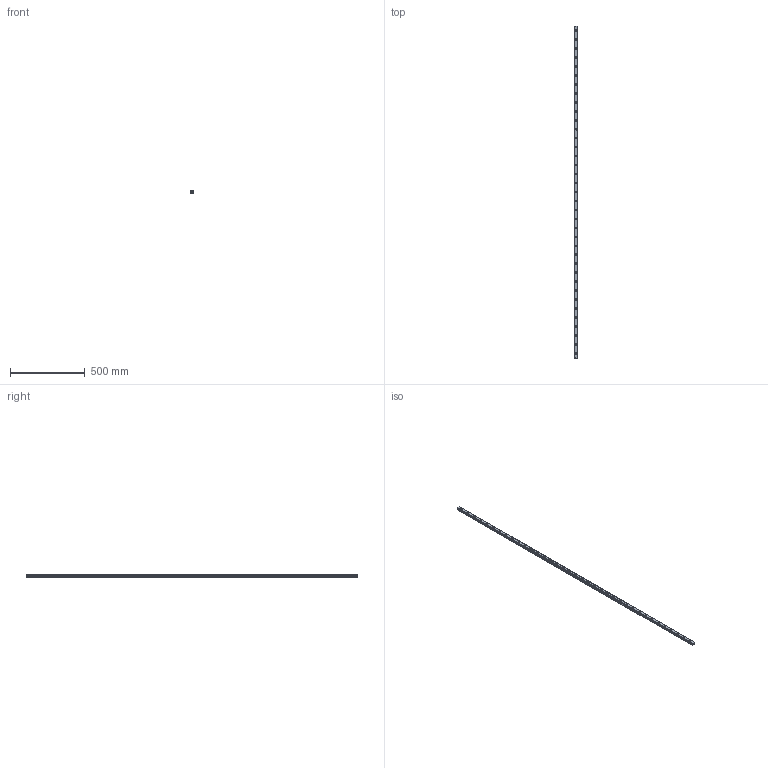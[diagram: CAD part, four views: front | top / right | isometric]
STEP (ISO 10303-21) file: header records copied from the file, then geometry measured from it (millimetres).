
FILE_DESCRIPTION(('STEP AP214'),'1');
FILE_NAME('cctmp_AA515A5C-9A38-4148-BF5D-C67E2E8C98D9_2021_02_09_17_31_27_0978..stp','2021-02-09T16:31:28',('HIWIN GmbH'),('CADClick - www.CADClick.com'),'Spatial InterOp 3D',' ','unknown authorization');
FILE_SCHEMA(('AUTOMOTIVE_DESIGN'));
Length unit declared in the file: millimetre
Products named in the file (1): EGR25R2220C_FILE
Bounding box: 23 x 2220 x 18 mm (x, y, z)
Volume: 763545.4 mm3; surface area: 206471.7 mm2
Topology: 1 solids, 1 shells, 549 faces, 1407 edges, 938 vertices
Faces by surface type: plane 307, cylinder 242
Entity records: 21477 total; most frequent: DIRECTION 3287, CARTESIAN_POINT 2895, ORIENTED_EDGE 2814, EDGE_CURVE 1407, AXIS2_PLACEMENT_3D 1330, VERTEX_POINT 938, CIRCLE 632, EDGE_LOOP 627
